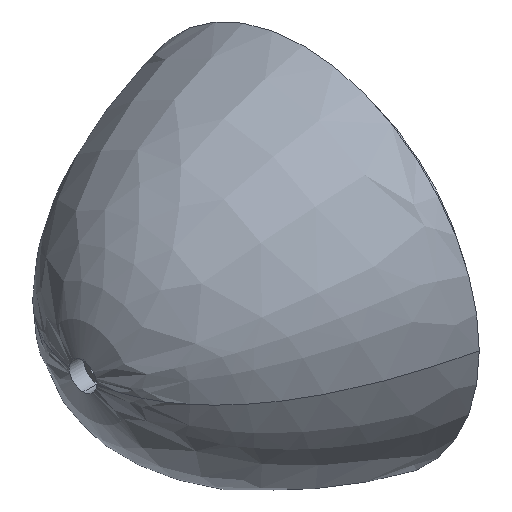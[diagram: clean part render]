
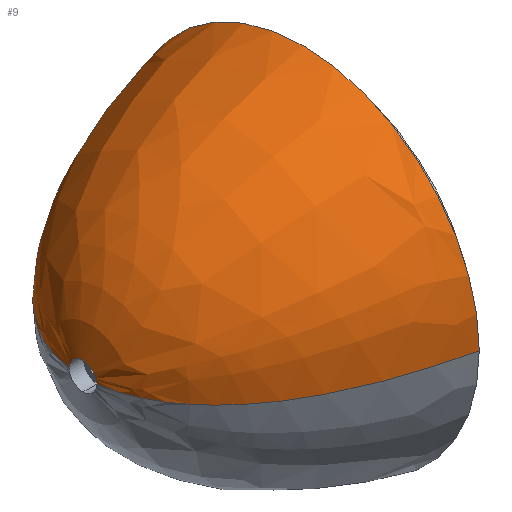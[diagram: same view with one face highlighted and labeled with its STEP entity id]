
A CAD part, isometric view. The second image highlights one B-rep face of the part: STEP entity #9.
In plain terms, the highlighted free-form (B-spline) face has degree [5, 3] with [7, 4] control points.
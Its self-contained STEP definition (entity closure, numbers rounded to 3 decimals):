
#9 = ADVANCED_FACE ( 'NONE', ( #89 ), #890, .F. ) ;
#29 = CARTESIAN_POINT ( 'NONE',  ( -44.848, -2.375, 0. ) ) ;
#31 = CARTESIAN_POINT ( 'NONE',  ( -44.848, 0., 0. ) ) ;
#33 = CARTESIAN_POINT ( 'NONE',  ( -43.687, -11.439, 22.877 ) ) ;
#37 = CARTESIAN_POINT ( 'NONE',  ( -25.337, 25.283, 0. ) ) ;
#38 = VERTEX_POINT ( 'NONE', #575 ) ;
#88 = EDGE_CURVE ( 'NONE', #641, #276, #493, .T. ) ;
#89 = FACE_OUTER_BOUND ( 'NONE', #697, .T. ) ;
#97 = CARTESIAN_POINT ( 'NONE',  ( -16.408, -28.163, 56.326 ) ) ;
#100 = EDGE_CURVE ( 'NONE', #311, #641, #235, .T. ) ;
#101 = CIRCLE ( 'NONE', #726, 2.375 ) ;
#104 = CARTESIAN_POINT ( 'NONE',  ( -8.565, -30.129, 60.258 ) ) ;
#108 = CARTESIAN_POINT ( 'NONE',  ( -35.024, -20.598, 0. ) ) ;
#155 = CARTESIAN_POINT ( 'NONE',  ( -44.848, 2.375, 0. ) ) ;
#161 = CARTESIAN_POINT ( 'NONE',  ( -8.565, 30.129, 60.258 ) ) ;
#169 = CARTESIAN_POINT ( 'NONE',  ( -8.565, 30.129, 0. ) ) ;
#175 = CARTESIAN_POINT ( 'NONE',  ( -44.848, 2.375, 0. ) ) ;
#226 = CARTESIAN_POINT ( 'NONE',  ( -25.337, -25.283, 50.565 ) ) ;
#229 = DIRECTION ( 'NONE',  ( 1., 0., 0. ) ) ;
#230 = CARTESIAN_POINT ( 'NONE',  ( -25.337, -25.283, 0. ) ) ;
#232 = DIRECTION ( 'NONE',  ( 0., 0., -1. ) ) ;
#235 = B_SPLINE_CURVE_WITH_KNOTS ( 'NONE', 5,
 ( #175, #447, #238, #520, #789, #169, #451 ),
 .UNSPECIFIED., .F., .F.,
 ( 6, 1, 6 ),
 ( 0.007, 0.143, 0.189 ),
 .UNSPECIFIED. ) ;
#238 = CARTESIAN_POINT ( 'NONE',  ( -35.024, 20.598, 0. ) ) ;
#242 = CARTESIAN_POINT ( 'NONE',  ( -8.565, 30.129, 0. ) ) ;
#269 = ORIENTED_EDGE ( 'NONE', *, *, #441, .T. ) ;
#276 = VERTEX_POINT ( 'NONE', #749 ) ;
#285 = ORIENTED_EDGE ( 'NONE', *, *, #88, .F. ) ;
#291 = CIRCLE ( 'NONE', #509, 2.375 ) ;
#298 = CARTESIAN_POINT ( 'NONE',  ( -8.565, -30.129, 0. ) ) ;
#305 = CARTESIAN_POINT ( 'NONE',  ( -25.337, -25.283, 0. ) ) ;
#310 = CARTESIAN_POINT ( 'NONE',  ( -44.848, 2.375, 4.75 ) ) ;
#311 = VERTEX_POINT ( 'NONE', #412 ) ;
#312 = CARTESIAN_POINT ( 'NONE',  ( -16.408, -28.163, 0. ) ) ;
#315 = CARTESIAN_POINT ( 'NONE',  ( -43.687, -11.439, 0. ) ) ;
#316 = ORIENTED_EDGE ( 'NONE', *, *, #757, .T. ) ;
#364 = CARTESIAN_POINT ( 'NONE',  ( -6.649, 30.578, 0. ) ) ;
#371 = EDGE_CURVE ( 'NONE', #38, #667, #101, .T. ) ;
#374 = CARTESIAN_POINT ( 'NONE',  ( -44.848, -2.375, 0. ) ) ;
#381 = CARTESIAN_POINT ( 'NONE',  ( -8.565, -30.129, 0. ) ) ;
#386 = CARTESIAN_POINT ( 'NONE',  ( -25.337, 25.283, 50.565 ) ) ;
#391 = CARTESIAN_POINT ( 'NONE',  ( -43.687, -11.439, 0. ) ) ;
#411 = B_SPLINE_CURVE_WITH_KNOTS ( 'NONE', 5,
 ( #597, #391, #656, #305, #312, #381, #790 ),
 .UNSPECIFIED., .F., .F.,
 ( 6, 1, 6 ),
 ( 0.007, 0.143, 0.189 ),
 .UNSPECIFIED. ) ;
#412 = CARTESIAN_POINT ( 'NONE',  ( -44.848, 2.375, 0. ) ) ;
#440 = DIRECTION ( 'NONE',  ( 1., 0., 0. ) ) ;
#441 = EDGE_CURVE ( 'NONE', #311, #38, #291, .T. ) ;
#442 = CARTESIAN_POINT ( 'NONE',  ( -6.649, -30.578, 61.157 ) ) ;
#447 = CARTESIAN_POINT ( 'NONE',  ( -43.687, 11.439, 0. ) ) ;
#451 = CARTESIAN_POINT ( 'NONE',  ( -6.649, 30.578, 0. ) ) ;
#475 = ORIENTED_EDGE ( 'NONE', *, *, #100, .F. ) ;
#493 = CIRCLE ( 'NONE', #693, 30.578 ) ;
#509 = AXIS2_PLACEMENT_3D ( 'NONE', #524, #229, #846 ) ;
#510 = CARTESIAN_POINT ( 'NONE',  ( -16.408, -28.163, 0. ) ) ;
#515 = DIRECTION ( 'NONE',  ( 0., 0., -1. ) ) ;
#516 = CARTESIAN_POINT ( 'NONE',  ( -16.408, 28.163, 0. ) ) ;
#520 = CARTESIAN_POINT ( 'NONE',  ( -25.337, 25.283, 0. ) ) ;
#524 = CARTESIAN_POINT ( 'NONE',  ( -44.848, 0., 0. ) ) ;
#571 = CARTESIAN_POINT ( 'NONE',  ( -6.649, 30.578, 0. ) ) ;
#575 = CARTESIAN_POINT ( 'NONE',  ( -44.848, 0., 2.375 ) ) ;
#582 = CARTESIAN_POINT ( 'NONE',  ( -6.649, 0., 0. ) ) ;
#588 = CARTESIAN_POINT ( 'NONE',  ( -6.649, 30.578, 61.157 ) ) ;
#591 = CARTESIAN_POINT ( 'NONE',  ( -16.408, 28.163, 56.326 ) ) ;
#597 = CARTESIAN_POINT ( 'NONE',  ( -44.848, -2.375, 0. ) ) ;
#641 = VERTEX_POINT ( 'NONE', #364 ) ;
#653 = CARTESIAN_POINT ( 'NONE',  ( -44.848, -2.375, 4.75 ) ) ;
#656 = CARTESIAN_POINT ( 'NONE',  ( -35.024, -20.598, 0. ) ) ;
#662 = CARTESIAN_POINT ( 'NONE',  ( -35.024, 20.598, 0. ) ) ;
#667 = VERTEX_POINT ( 'NONE', #29 ) ;
#693 = AXIS2_PLACEMENT_3D ( 'NONE', #582, #855, #232 ) ;
#697 = EDGE_LOOP ( 'NONE', ( #475, #269, #809, #316, #285 ) ) ;
#721 = CARTESIAN_POINT ( 'NONE',  ( -35.024, -20.598, 41.195 ) ) ;
#726 = AXIS2_PLACEMENT_3D ( 'NONE', #31, #440, #515 ) ;
#727 = CARTESIAN_POINT ( 'NONE',  ( -35.024, 20.598, 41.195 ) ) ;
#730 = CARTESIAN_POINT ( 'NONE',  ( -43.687, 11.439, 22.877 ) ) ;
#749 = CARTESIAN_POINT ( 'NONE',  ( -6.649, -30.578, 0. ) ) ;
#757 = EDGE_CURVE ( 'NONE', #667, #276, #411, .T. ) ;
#786 = CARTESIAN_POINT ( 'NONE',  ( -43.687, 11.439, 0. ) ) ;
#789 = CARTESIAN_POINT ( 'NONE',  ( -16.408, 28.163, 0. ) ) ;
#790 = CARTESIAN_POINT ( 'NONE',  ( -6.649, -30.578, 0. ) ) ;
#809 = ORIENTED_EDGE ( 'NONE', *, *, #371, .T. ) ;
#846 = DIRECTION ( 'NONE',  ( 0., 0., -1. ) ) ;
#847 = CARTESIAN_POINT ( 'NONE',  ( -6.649, -30.578, 0. ) ) ;
#855 = DIRECTION ( 'NONE',  ( 1., 0., 0. ) ) ;
#890 =( BOUNDED_SURFACE ( )  B_SPLINE_SURFACE ( 5, 3, ( 
 ( #155, #310, #653, #374 ),
 ( #786, #730, #33, #315 ),
 ( #662, #727, #721, #108 ),
 ( #37, #386, #226, #230 ),
 ( #516, #591, #97, #510 ),
 ( #242, #161, #104, #298 ),
 ( #571, #588, #442, #847 ) ),
 .UNSPECIFIED., .F., .F., .T. ) 
 B_SPLINE_SURFACE_WITH_KNOTS ( ( 6, 1, 6 ),
 ( 4, 4 ),
 ( 0.007, 0.143, 0.189 ),
 ( 0., 1. ),
 .UNSPECIFIED. ) 
 GEOMETRIC_REPRESENTATION_ITEM ( )  RATIONAL_B_SPLINE_SURFACE ( (
 ( 1., 0.333, 0.333, 1.),
 ( 1., 0.333, 0.333, 1.),
 ( 1., 0.333, 0.333, 1.),
 ( 1., 0.333, 0.333, 1.),
 ( 1., 0.333, 0.333, 1.),
 ( 1., 0.333, 0.333, 1.),
 ( 1., 0.333, 0.333, 1.) ) ) 
 REPRESENTATION_ITEM ( '' )  SURFACE ( )  );
